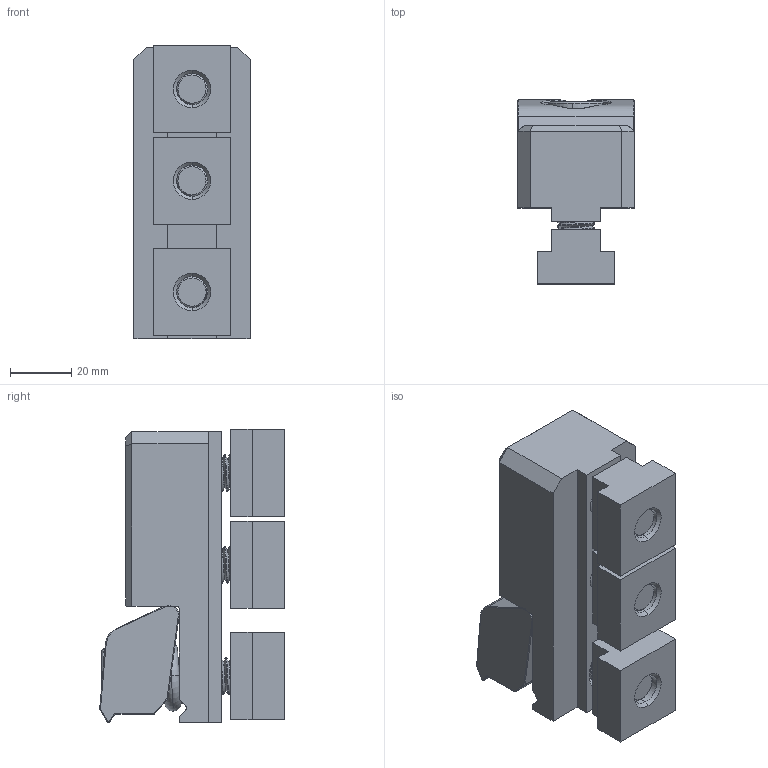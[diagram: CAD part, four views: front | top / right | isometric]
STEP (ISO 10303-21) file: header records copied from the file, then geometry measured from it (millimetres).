
FILE_DESCRIPTION (( 'STEP AP203' ), '1' );
FILE_NAME ('M10306.STEP', '2019-06-24T18:43:02', ( 'Marc' ), ( 'Microsoft' ), 'SwSTEP 2.0', 'SolidWorks 2018', '' );
FILE_SCHEMA (( 'CONFIG_CONTROL_DESIGN' ));
Length unit declared in the file: inch
Products named in the file (8): 540161_540161; 2608X1_FR_Body-Config_260801; 310 O-RING_310 O-RING; M1245MM SHCS_M1245MM SHCS; 56088_IN-LINE_56080_IN-LINE; M1235MM SHCS_M1235MM SHCS; M10306; Q104030_Q104030 (3 T-Nuts)
Assembly tree (10 placements, depth 3):
  M10306
    Q104030_Q104030 (3 T-Nuts)
    540161_540161  x3
    56088_IN-LINE_56080_IN-LINE
      2608X1_FR_Body-Config_260801
      310 O-RING_310 O-RING
      M1245MM SHCS_M1245MM SHCS
    M1235MM SHCS_M1235MM SHCS  x2
Bounding box: 38.1 x 60.38 x 95.96 mm (x, y, z)
Volume: 129644.7 mm3; surface area: 45713 mm2
Topology: 9 solids, 9 shells, 550 faces, 1436 edges, 907 vertices
Faces by surface type: cylinder 324, plane 104, cone 64, bspline 32, torus 20, sphere 6
Entity records: 19615 total; most frequent: CARTESIAN_POINT 9900, ORIENTED_EDGE 2124, DIRECTION 1600, EDGE_CURVE 1062, VERTEX_POINT 667, AXIS2_PLACEMENT_3D 594, EDGE_LOOP 425, LINE 412
